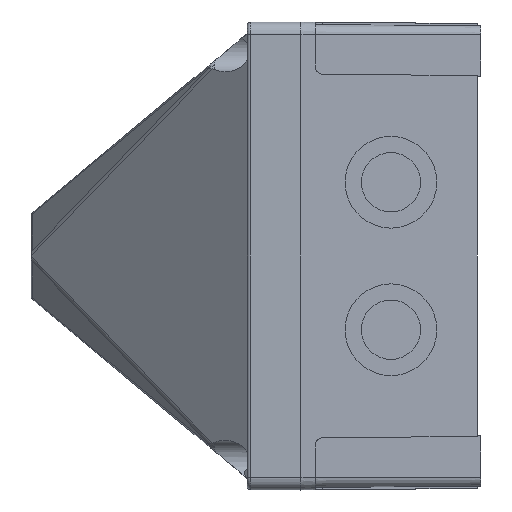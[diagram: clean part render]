
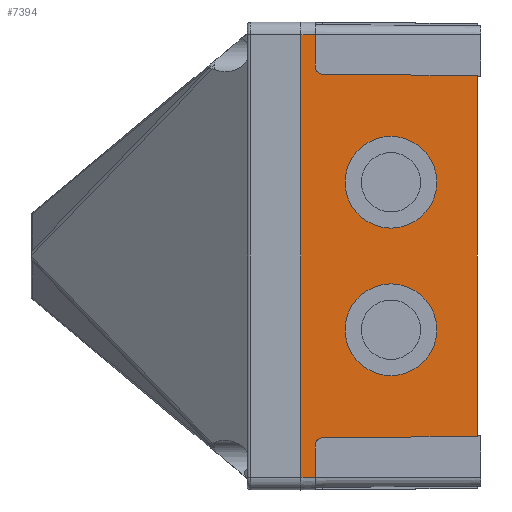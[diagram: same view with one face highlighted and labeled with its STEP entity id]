
A CAD part, left-side view. The second image highlights one B-rep face of the part: STEP entity #7394.
In plain terms, the highlighted planar face has unit normal (-1, -0.009, 0).
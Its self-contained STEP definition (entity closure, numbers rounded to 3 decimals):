
#429 = CIRCLE ( 'NONE', #9008, 12.75 ) ;
#764 = ORIENTED_EDGE ( 'NONE', *, *, #3460, .F. ) ;
#862 = CARTESIAN_POINT ( 'NONE',  ( -65.015, -4., -61.55 ) ) ;
#966 = ORIENTED_EDGE ( 'NONE', *, *, #10613, .T. ) ;
#1089 = PLANE ( 'NONE',  #10081 ) ;
#1165 = DIRECTION ( 'NONE',  ( -1., -0.009, 0. ) ) ;
#1183 = ORIENTED_EDGE ( 'NONE', *, *, #2397, .T. ) ;
#1218 = CARTESIAN_POINT ( 'NONE',  ( -64.721, -37.756, -20.5 ) ) ;
#1229 = CARTESIAN_POINT ( 'NONE',  ( -65.05, 0., -61.55 ) ) ;
#1272 = CARTESIAN_POINT ( 'NONE',  ( -64.998, -5.983, 50.533 ) ) ;
#1384 = CARTESIAN_POINT ( 'NONE',  ( -64.998, -5.983, 50.533 ) ) ;
#1549 = VERTEX_POINT ( 'NONE', #1218 ) ;
#1603 = VECTOR ( 'NONE', #13361, 1000. ) ;
#1645 = CARTESIAN_POINT ( 'NONE',  ( -64.622, -49., -50.157 ) ) ;
#1754 = VERTEX_POINT ( 'NONE', #10373 ) ;
#1820 = LINE ( 'NONE', #1963, #14209 ) ;
#1891 = EDGE_CURVE ( 'NONE', #6057, #9386, #9591, .T. ) ;
#1893 = DIRECTION ( 'NONE',  ( 0.009, -1., 0. ) ) ;
#1963 = CARTESIAN_POINT ( 'NONE',  ( -65.05, 0., 61.55 ) ) ;
#1992 = CARTESIAN_POINT ( 'NONE',  ( -64.832, -25.007, -20.5 ) ) ;
#2005 = CARTESIAN_POINT ( 'NONE',  ( -65.015, -4., -52.533 ) ) ;
#2244 = VERTEX_POINT ( 'NONE', #13282 ) ;
#2350 = VERTEX_POINT ( 'NONE', #3290 ) ;
#2397 = EDGE_CURVE ( 'NONE', #11841, #1754, #2426, .T. ) ;
#2426 = LINE ( 'NONE', #8018, #11534 ) ;
#2682 = CARTESIAN_POINT ( 'NONE',  ( -65.015, -4., 51.369 ) ) ;
#3121 = VERTEX_POINT ( 'NONE', #862 ) ;
#3243 = EDGE_CURVE ( 'NONE', #5978, #1754, #13375, .T. ) ;
#3290 = CARTESIAN_POINT ( 'NONE',  ( -64.943, -12.257, -20.5 ) ) ;
#3347 = DIRECTION ( 'NONE',  ( 0.009, -1., 0. ) ) ;
#3396 = LINE ( 'NONE', #4479, #9172 ) ;
#3460 = EDGE_CURVE ( 'NONE', #1549, #2350, #429, .T. ) ;
#3616 = CIRCLE ( 'NONE', #5697, 12.75 ) ;
#3663 = VECTOR ( 'NONE', #13664, 1000. ) ;
#3867 = CARTESIAN_POINT ( 'NONE',  ( -65.015, -4., -52.533 ) ) ;
#3917 = EDGE_CURVE ( 'NONE', #3121, #4682, #9892, .T. ) ;
#3967 = LINE ( 'NONE', #13957, #8186 ) ;
#4006 = VERTEX_POINT ( 'NONE', #7858 ) ;
#4109 =( BOUNDED_CURVE ( )  B_SPLINE_CURVE ( 3, ( #1384, #8203, #2682, #7117 ),
 .UNSPECIFIED., .F., .F. ) 
 B_SPLINE_CURVE_WITH_KNOTS ( ( 4, 4 ),
 ( 4.721, 6.283 ),
 .UNSPECIFIED. ) 
 CURVE ( )  GEOMETRIC_REPRESENTATION_ITEM ( )  RATIONAL_B_SPLINE_CURVE ( ( 1., 0.807, 0.807, 1. ) ) 
 REPRESENTATION_ITEM ( '' )  );
#4230 = EDGE_LOOP ( 'NONE', ( #764, #10702 ) ) ;
#4382 = ORIENTED_EDGE ( 'NONE', *, *, #3917, .F. ) ;
#4473 = CIRCLE ( 'NONE', #4717, 12.75 ) ;
#4479 = CARTESIAN_POINT ( 'NONE',  ( -65.015, -4., -61.55 ) ) ;
#4682 = VERTEX_POINT ( 'NONE', #8760 ) ;
#4717 = AXIS2_PLACEMENT_3D ( 'NONE', #5670, #1165, #3347 ) ;
#4808 = EDGE_CURVE ( 'NONE', #11841, #9386, #12494, .T. ) ;
#4936 = ORIENTED_EDGE ( 'NONE', *, *, #5504, .F. ) ;
#4959 = ORIENTED_EDGE ( 'NONE', *, *, #3243, .F. ) ;
#5015 = CARTESIAN_POINT ( 'NONE',  ( -65.015, -4., 52.533 ) ) ;
#5367 = VERTEX_POINT ( 'NONE', #5015 ) ;
#5504 = EDGE_CURVE ( 'NONE', #4682, #2244, #13109, .T. ) ;
#5516 = DIRECTION ( 'NONE',  ( -1., -0.009, 0. ) ) ;
#5605 = CARTESIAN_POINT ( 'NONE',  ( -64.998, -5.983, -50.533 ) ) ;
#5670 = CARTESIAN_POINT ( 'NONE',  ( -64.832, -25.007, -20.5 ) ) ;
#5697 = AXIS2_PLACEMENT_3D ( 'NONE', #7419, #11818, #1893 ) ;
#5978 = VERTEX_POINT ( 'NONE', #1272 ) ;
#6057 = VERTEX_POINT ( 'NONE', #3867 ) ;
#6152 = DIRECTION ( 'NONE',  ( 0., 0., 1. ) ) ;
#6174 = DIRECTION ( 'NONE',  ( 0., 0., 1. ) ) ;
#6251 = DIRECTION ( 'NONE',  ( 0.009, -1., 0. ) ) ;
#6398 = CARTESIAN_POINT ( 'NONE',  ( -64.832, -25.007, 20.5 ) ) ;
#7117 = CARTESIAN_POINT ( 'NONE',  ( -65.015, -4., 52.533 ) ) ;
#7129 = EDGE_LOOP ( 'NONE', ( #4959, #13594, #966, #9697, #4936, #4382, #13554, #8444, #14084, #1183 ) ) ;
#7295 = EDGE_CURVE ( 'NONE', #4006, #2244, #1820, .T. ) ;
#7328 = EDGE_CURVE ( 'NONE', #13104, #10009, #12137, .T. ) ;
#7394 = ADVANCED_FACE ( 'NONE', ( #13668, #10367, #8862 ), #1089, .T. ) ;
#7419 = CARTESIAN_POINT ( 'NONE',  ( -64.832, -25.007, 20.5 ) ) ;
#7527 = CARTESIAN_POINT ( 'NONE',  ( -65.015, -4., -51.369 ) ) ;
#7569 = ORIENTED_EDGE ( 'NONE', *, *, #7328, .F. ) ;
#7858 = CARTESIAN_POINT ( 'NONE',  ( -65.015, -4., 61.55 ) ) ;
#8018 = CARTESIAN_POINT ( 'NONE',  ( -64.622, -49., -61.55 ) ) ;
#8186 = VECTOR ( 'NONE', #6152, 1000. ) ;
#8203 = CARTESIAN_POINT ( 'NONE',  ( -65.008, -4.819, 50.543 ) ) ;
#8427 = DIRECTION ( 'NONE',  ( -1., -0.009, 0. ) ) ;
#8444 = ORIENTED_EDGE ( 'NONE', *, *, #1891, .T. ) ;
#8450 = AXIS2_PLACEMENT_3D ( 'NONE', #6398, #8427, #6251 ) ;
#8543 = EDGE_CURVE ( 'NONE', #10009, #13104, #3616, .T. ) ;
#8647 = CARTESIAN_POINT ( 'NONE',  ( -65.05, 0., -61.55 ) ) ;
#8663 = CARTESIAN_POINT ( 'NONE',  ( -65.05, 0., -61.55 ) ) ;
#8760 = CARTESIAN_POINT ( 'NONE',  ( -65.05, 0., -61.55 ) ) ;
#8862 = FACE_OUTER_BOUND ( 'NONE', #7129, .T. ) ;
#8979 = CARTESIAN_POINT ( 'NONE',  ( -65.051, 0.096, -50.586 ) ) ;
#9008 = AXIS2_PLACEMENT_3D ( 'NONE', #1992, #14158, #9698 ) ;
#9172 = VECTOR ( 'NONE', #13312, 1000. ) ;
#9386 = VERTEX_POINT ( 'NONE', #5605 ) ;
#9591 =( BOUNDED_CURVE ( )  B_SPLINE_CURVE ( 3, ( #2005, #7527, #11940, #11730 ),
 .UNSPECIFIED., .F., .F. ) 
 B_SPLINE_CURVE_WITH_KNOTS ( ( 4, 4 ),
 ( 3.142, 4.704 ),
 .UNSPECIFIED. ) 
 CURVE ( )  GEOMETRIC_REPRESENTATION_ITEM ( )  RATIONAL_B_SPLINE_CURVE ( ( 1., 0.807, 0.807, 1. ) ) 
 REPRESENTATION_ITEM ( '' )  );
#9645 = CARTESIAN_POINT ( 'NONE',  ( -64.721, -37.756, 20.5 ) ) ;
#9697 = ORIENTED_EDGE ( 'NONE', *, *, #7295, .T. ) ;
#9698 = DIRECTION ( 'NONE',  ( 0.009, -1., 0. ) ) ;
#9878 = DIRECTION ( 'NONE',  ( 0., 0., 1. ) ) ;
#9892 = LINE ( 'NONE', #8663, #11110 ) ;
#10009 = VERTEX_POINT ( 'NONE', #10296 ) ;
#10081 = AXIS2_PLACEMENT_3D ( 'NONE', #1229, #5516, #12104 ) ;
#10296 = CARTESIAN_POINT ( 'NONE',  ( -64.943, -12.257, 20.5 ) ) ;
#10367 = FACE_BOUND ( 'NONE', #4230, .T. ) ;
#10373 = CARTESIAN_POINT ( 'NONE',  ( -64.622, -49., 50.157 ) ) ;
#10613 = EDGE_CURVE ( 'NONE', #5367, #4006, #3396, .T. ) ;
#10702 = ORIENTED_EDGE ( 'NONE', *, *, #12950, .F. ) ;
#11110 = VECTOR ( 'NONE', #13193, 1000. ) ;
#11292 = CARTESIAN_POINT ( 'NONE',  ( -65.041, -0.978, 50.576 ) ) ;
#11354 = EDGE_CURVE ( 'NONE', #5978, #5367, #4109, .T. ) ;
#11534 = VECTOR ( 'NONE', #6174, 1000. ) ;
#11730 = CARTESIAN_POINT ( 'NONE',  ( -64.998, -5.983, -50.533 ) ) ;
#11818 = DIRECTION ( 'NONE',  ( -1., -0.009, 0. ) ) ;
#11841 = VERTEX_POINT ( 'NONE', #1645 ) ;
#11876 = EDGE_CURVE ( 'NONE', #3121, #6057, #3967, .T. ) ;
#11940 = CARTESIAN_POINT ( 'NONE',  ( -65.008, -4.819, -50.543 ) ) ;
#12031 = DIRECTION ( 'NONE',  ( -0.009, 1., 0. ) ) ;
#12096 = EDGE_LOOP ( 'NONE', ( #7569, #13876 ) ) ;
#12104 = DIRECTION ( 'NONE',  ( -0.009, 1., 0. ) ) ;
#12137 = CIRCLE ( 'NONE', #8450, 12.75 ) ;
#12494 = LINE ( 'NONE', #8979, #1603 ) ;
#12527 = VECTOR ( 'NONE', #9878, 1000. ) ;
#12950 = EDGE_CURVE ( 'NONE', #2350, #1549, #4473, .T. ) ;
#13104 = VERTEX_POINT ( 'NONE', #9645 ) ;
#13109 = LINE ( 'NONE', #8647, #12527 ) ;
#13193 = DIRECTION ( 'NONE',  ( -0.009, 1., 0. ) ) ;
#13282 = CARTESIAN_POINT ( 'NONE',  ( -65.05, 0., 61.55 ) ) ;
#13312 = DIRECTION ( 'NONE',  ( 0., 0., 1. ) ) ;
#13361 = DIRECTION ( 'NONE',  ( -0.009, 1., -0.009 ) ) ;
#13375 = LINE ( 'NONE', #11292, #3663 ) ;
#13554 = ORIENTED_EDGE ( 'NONE', *, *, #11876, .T. ) ;
#13594 = ORIENTED_EDGE ( 'NONE', *, *, #11354, .T. ) ;
#13664 = DIRECTION ( 'NONE',  ( 0.009, -1., -0.009 ) ) ;
#13668 = FACE_BOUND ( 'NONE', #12096, .T. ) ;
#13876 = ORIENTED_EDGE ( 'NONE', *, *, #8543, .F. ) ;
#13957 = CARTESIAN_POINT ( 'NONE',  ( -65.015, -4., -61.55 ) ) ;
#14084 = ORIENTED_EDGE ( 'NONE', *, *, #4808, .F. ) ;
#14158 = DIRECTION ( 'NONE',  ( -1., -0.009, 0. ) ) ;
#14209 = VECTOR ( 'NONE', #12031, 1000. ) ;
